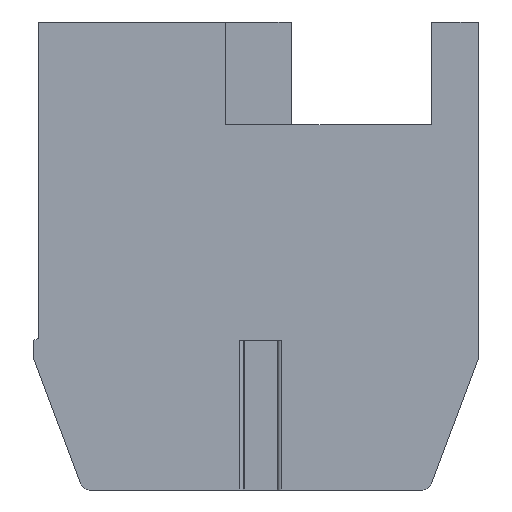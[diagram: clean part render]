
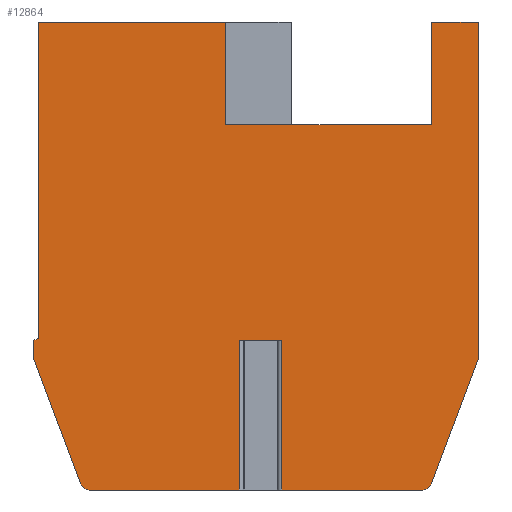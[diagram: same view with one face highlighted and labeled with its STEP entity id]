
A CAD part, front view. The second image highlights one B-rep face of the part: STEP entity #12864.
In plain terms, the highlighted planar face has unit normal (0, -1, 0).
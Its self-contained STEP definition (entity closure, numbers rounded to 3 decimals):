
#1=DIRECTION('',(1.,0.,0.));
#2=VECTOR('',#1,0.906);
#3=CARTESIAN_POINT('',(4.297,0.,-6.8));
#4=LINE('',#3,#2);
#5=DIRECTION('',(0.,0.,-1.));
#6=VECTOR('',#5,3.2);
#7=CARTESIAN_POINT('',(4.297,0.,-6.8));
#8=LINE('',#7,#6);
#9=DIRECTION('',(-1.,0.,0.));
#10=VECTOR('',#9,3.208);
#11=CARTESIAN_POINT('',(4.297,0.,-10.));
#12=LINE('',#11,#10);
#13=CARTESIAN_POINT('',(1.089,0.,-9.8));
#14=DIRECTION('',(0.,1.,0.));
#15=DIRECTION('',(0.,0.,-1.));
#16=AXIS2_PLACEMENT_3D('',#13,#14,#15);
#18=DIRECTION('',(-0.351,0.,0.936));
#19=VECTOR('',#18,2.816);
#20=CARTESIAN_POINT('',(0.901,0.,-9.87));
#21=LINE('',#20,#19);
#22=CARTESIAN_POINT('',(0.1,0.,-7.164));
#23=DIRECTION('',(0.,1.,0.));
#24=DIRECTION('',(-0.936,0.,-0.351));
#25=AXIS2_PLACEMENT_3D('',#22,#23,#24);
#27=DIRECTION('',(0.,0.,1.));
#28=VECTOR('',#27,0.364);
#29=CARTESIAN_POINT('',(-0.1,0.,-7.164));
#30=LINE('',#29,#28);
#31=DIRECTION('',(0.928,0.,0.371));
#32=VECTOR('',#31,0.108);
#33=CARTESIAN_POINT('',(-0.1,0.,-6.8));
#34=LINE('',#33,#32);
#35=DIRECTION('',(0.,0.,1.));
#36=VECTOR('',#35,6.76);
#37=CARTESIAN_POINT('',(0.,0.,-6.76));
#38=LINE('',#37,#36);
#39=DIRECTION('',(1.,0.,0.));
#40=VECTOR('',#39,4.);
#41=CARTESIAN_POINT('',(0.,0.,0.));
#42=LINE('',#41,#40);
#43=DIRECTION('',(0.,0.,-1.));
#44=VECTOR('',#43,2.2);
#45=CARTESIAN_POINT('',(4.,0.,0.));
#46=LINE('',#45,#44);
#47=DIRECTION('',(0.,0.,1.));
#48=VECTOR('',#47,2.2);
#49=CARTESIAN_POINT('',(8.4,0.,-2.2));
#50=LINE('',#49,#48);
#51=DIRECTION('',(1.,0.,0.));
#52=VECTOR('',#51,1.);
#53=CARTESIAN_POINT('',(8.4,0.,0.));
#54=LINE('',#53,#52);
#55=DIRECTION('',(0.,0.,-1.));
#56=VECTOR('',#55,7.164);
#57=CARTESIAN_POINT('',(9.4,0.,0.));
#58=LINE('',#57,#56);
#59=CARTESIAN_POINT('',(9.2,0.,-7.164));
#60=DIRECTION('',(0.,1.,0.));
#61=DIRECTION('',(1.,0.,0.));
#62=AXIS2_PLACEMENT_3D('',#59,#60,#61);
#64=DIRECTION('',(-0.351,0.,-0.936));
#65=VECTOR('',#64,2.816);
#66=CARTESIAN_POINT('',(9.387,0.,-7.234));
#67=LINE('',#66,#65);
#68=CARTESIAN_POINT('',(8.211,0.,-9.8));
#69=DIRECTION('',(0.,1.,0.));
#70=DIRECTION('',(0.936,0.,-0.351));
#71=AXIS2_PLACEMENT_3D('',#68,#69,#70);
#73=DIRECTION('',(-1.,0.,0.));
#74=VECTOR('',#73,3.008);
#75=CARTESIAN_POINT('',(8.211,0.,-10.));
#76=LINE('',#75,#74);
#77=DIRECTION('',(0.,0.,-1.));
#78=VECTOR('',#77,3.2);
#79=CARTESIAN_POINT('',(5.203,0.,-6.8));
#80=LINE('',#79,#78);
#3209=DIRECTION('',(-1.,0.,0.));
#3210=VECTOR('',#3209,4.4);
#3211=CARTESIAN_POINT('',(8.4,0.,-2.2));
#3212=LINE('',#3211,#3210);
#10093=CARTESIAN_POINT('',(-0.087,0.,-7.234));
#10094=CARTESIAN_POINT('',(-0.1,0.,-7.164));
#10095=VERTEX_POINT('',#10093);
#10096=VERTEX_POINT('',#10094);
#10097=CARTESIAN_POINT('',(-0.1,0.,-6.8));
#10098=VERTEX_POINT('',#10097);
#10099=CARTESIAN_POINT('',(0.,0.,-6.76));
#10100=VERTEX_POINT('',#10099);
#10101=CARTESIAN_POINT('',(0.,0.,0.));
#10102=VERTEX_POINT('',#10101);
#10103=CARTESIAN_POINT('',(8.4,0.,-2.2));
#10104=CARTESIAN_POINT('',(8.4,0.,0.));
#10105=VERTEX_POINT('',#10103);
#10106=VERTEX_POINT('',#10104);
#10107=CARTESIAN_POINT('',(9.4,0.,0.));
#10108=VERTEX_POINT('',#10107);
#10109=CARTESIAN_POINT('',(9.4,0.,-7.164));
#10110=VERTEX_POINT('',#10109);
#10111=CARTESIAN_POINT('',(9.387,0.,-7.234));
#10112=VERTEX_POINT('',#10111);
#10113=CARTESIAN_POINT('',(8.399,0.,-9.87));
#10114=VERTEX_POINT('',#10113);
#10115=CARTESIAN_POINT('',(8.211,0.,-10.));
#10116=VERTEX_POINT('',#10115);
#10117=CARTESIAN_POINT('',(1.089,0.,-10.));
#10118=CARTESIAN_POINT('',(0.901,0.,-9.87));
#10119=VERTEX_POINT('',#10117);
#10120=VERTEX_POINT('',#10118);
#10333=CARTESIAN_POINT('',(4.,0.,0.));
#10334=CARTESIAN_POINT('',(4.,0.,-2.2));
#10335=VERTEX_POINT('',#10333);
#10336=VERTEX_POINT('',#10334);
#10357=CARTESIAN_POINT('',(4.297,0.,-6.8));
#10358=CARTESIAN_POINT('',(5.203,0.,-6.8));
#10359=VERTEX_POINT('',#10357);
#10360=VERTEX_POINT('',#10358);
#10361=CARTESIAN_POINT('',(4.297,0.,-10.));
#10362=VERTEX_POINT('',#10361);
#10363=CARTESIAN_POINT('',(5.203,0.,-10.));
#10364=VERTEX_POINT('',#10363);
#12817=CARTESIAN_POINT('',(0.,0.,0.));
#12818=DIRECTION('',(0.,1.,0.));
#12819=DIRECTION('',(1.,0.,0.));
#12820=AXIS2_PLACEMENT_3D('',#12817,#12818,#12819);
#12821=PLANE('',#12820);
#12823=ORIENTED_EDGE('',*,*,#12822,.F.);
#12825=ORIENTED_EDGE('',*,*,#12824,.T.);
#12827=ORIENTED_EDGE('',*,*,#12826,.T.);
#12829=ORIENTED_EDGE('',*,*,#12828,.T.);
#12831=ORIENTED_EDGE('',*,*,#12830,.T.);
#12833=ORIENTED_EDGE('',*,*,#12832,.T.);
#12835=ORIENTED_EDGE('',*,*,#12834,.T.);
#12837=ORIENTED_EDGE('',*,*,#12836,.T.);
#12839=ORIENTED_EDGE('',*,*,#12838,.T.);
#12841=ORIENTED_EDGE('',*,*,#12840,.T.);
#12843=ORIENTED_EDGE('',*,*,#12842,.T.);
#12845=ORIENTED_EDGE('',*,*,#12844,.F.);
#12847=ORIENTED_EDGE('',*,*,#12846,.T.);
#12849=ORIENTED_EDGE('',*,*,#12848,.T.);
#12851=ORIENTED_EDGE('',*,*,#12850,.T.);
#12853=ORIENTED_EDGE('',*,*,#12852,.T.);
#12855=ORIENTED_EDGE('',*,*,#12854,.T.);
#12857=ORIENTED_EDGE('',*,*,#12856,.T.);
#12859=ORIENTED_EDGE('',*,*,#12858,.T.);
#12861=ORIENTED_EDGE('',*,*,#12860,.F.);
#12862=EDGE_LOOP('',(#12823,#12825,#12827,#12829,#12831,#12833,#12835,#12837,
#12839,#12841,#12843,#12845,#12847,#12849,#12851,#12853,#12855,#12857,#12859,
#12861));
#12863=FACE_OUTER_BOUND('',#12862,.F.);
#12864=ADVANCED_FACE('',(#12863),#12821,.F.);
#17=CIRCLE('',#16,0.2);
#26=CIRCLE('',#25,0.2);
#63=CIRCLE('',#62,0.2);
#72=CIRCLE('',#71,0.2);
#12822=EDGE_CURVE('',#10359,#10360,#4,.T.);
#12824=EDGE_CURVE('',#10359,#10362,#8,.T.);
#12826=EDGE_CURVE('',#10362,#10119,#12,.T.);
#12828=EDGE_CURVE('',#10119,#10120,#17,.T.);
#12830=EDGE_CURVE('',#10120,#10095,#21,.T.);
#12832=EDGE_CURVE('',#10095,#10096,#26,.T.);
#12834=EDGE_CURVE('',#10096,#10098,#30,.T.);
#12836=EDGE_CURVE('',#10098,#10100,#34,.T.);
#12838=EDGE_CURVE('',#10100,#10102,#38,.T.);
#12840=EDGE_CURVE('',#10102,#10335,#42,.T.);
#12842=EDGE_CURVE('',#10335,#10336,#46,.T.);
#12844=EDGE_CURVE('',#10105,#10336,#3212,.T.);
#12846=EDGE_CURVE('',#10105,#10106,#50,.T.);
#12848=EDGE_CURVE('',#10106,#10108,#54,.T.);
#12850=EDGE_CURVE('',#10108,#10110,#58,.T.);
#12852=EDGE_CURVE('',#10110,#10112,#63,.T.);
#12854=EDGE_CURVE('',#10112,#10114,#67,.T.);
#12856=EDGE_CURVE('',#10114,#10116,#72,.T.);
#12858=EDGE_CURVE('',#10116,#10364,#76,.T.);
#12860=EDGE_CURVE('',#10360,#10364,#80,.T.);
